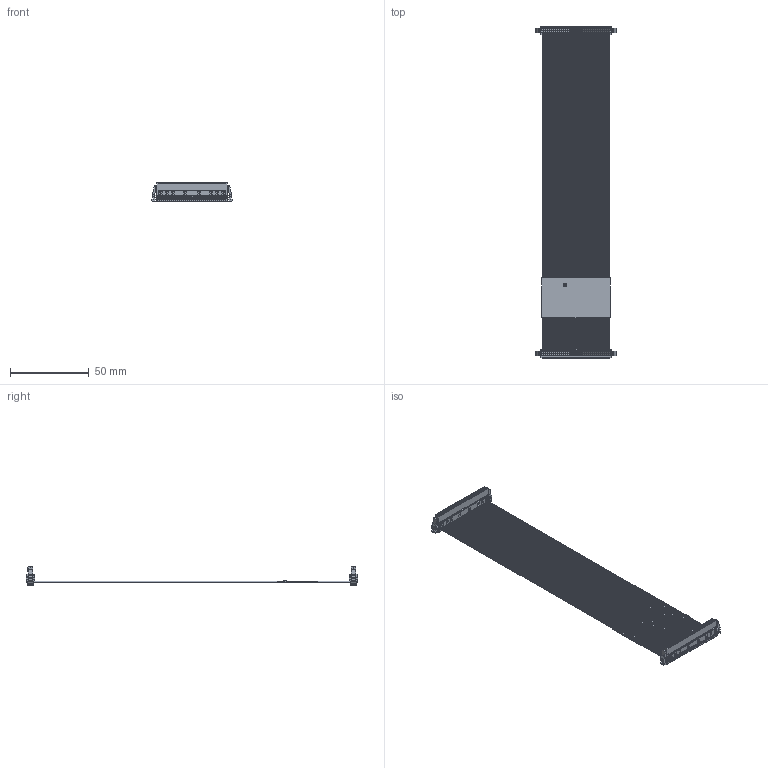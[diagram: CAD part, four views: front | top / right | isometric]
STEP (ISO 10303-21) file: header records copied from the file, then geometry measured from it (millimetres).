
FILE_DESCRIPTION(('CATIA V5 STEP Exchange','CAx-IF Rec.Pracs.--- Model Styling and Organization---1.4--- 2014-01-23'),'2;1');
FILE_NAME ('D1529366_0_2827340000_2827340000.stp','2022-05-02T13:09:28+00:00',('none'),('Weidmueller'),'CATIA Version 5-6 Release 2016 SP3 HF44','CATIA V5 STEP AP214','none');
FILE_SCHEMA(('AUTOMOTIVE_DESIGN { 1 0 10303 214 1 1 1 1 }'));
Products named in the file (1): 2827340000
Bounding box: 50.96 x 211.2 x 12.2 mm (x, y, z)
Volume: 7551.6 mm3; surface area: 57609.6 mm2
Topology: 73 solids, 73 shells, 8296 faces, 22848 edges, 15260 vertices
Faces by surface type: plane 6316, cylinder 1670, extrusion 222, cone 88
Entity records: 273910 total; most frequent: CARTESIAN_POINT 65470, ORIENTED_EDGE 45696, DIRECTION 36783, EDGE_CURVE 22848, VECTOR 18980, LINE 18758, VERTEX_POINT 15260, AXIS2_PLACEMENT_3D 9730
